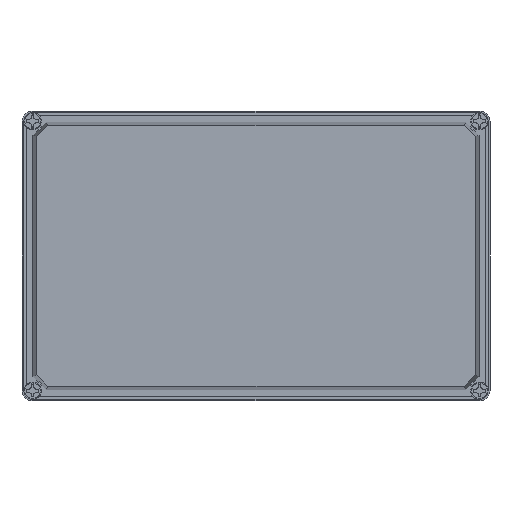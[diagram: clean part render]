
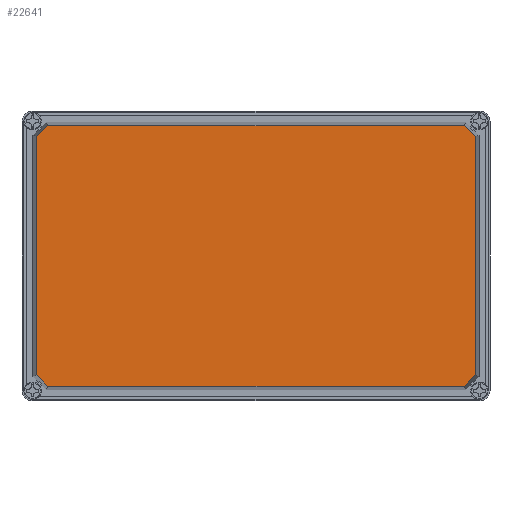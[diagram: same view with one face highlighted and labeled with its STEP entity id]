
A CAD part, top view. The second image highlights one B-rep face of the part: STEP entity #22641.
In plain terms, the highlighted planar face has unit normal (0, 0, 1).
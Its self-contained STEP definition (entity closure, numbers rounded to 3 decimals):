
#22610=AXIS2_PLACEMENT_3D('Plane Axis2P3D',#22607,#22608,#22609) ;
#21666=CARTESIAN_POINT('Vertex',(15.243,275.101,209.)) ;
#21669=CARTESIAN_POINT('Line Origine',(21.071,280.929,209.)) ;
#21673=CARTESIAN_POINT('Vertex',(26.899,286.757,209.)) ;
#22418=CARTESIAN_POINT('Line Origine',(244.,286.757,209.)) ;
#22422=CARTESIAN_POINT('Vertex',(461.101,286.757,209.)) ;
#22449=CARTESIAN_POINT('Line Origine',(466.929,280.929,209.)) ;
#22453=CARTESIAN_POINT('Vertex',(472.757,275.101,209.)) ;
#22559=CARTESIAN_POINT('Vertex',(26.899,15.243,209.)) ;
#22562=CARTESIAN_POINT('Line Origine',(21.071,21.071,209.)) ;
#22566=CARTESIAN_POINT('Vertex',(15.243,26.899,209.)) ;
#22595=CARTESIAN_POINT('Line Origine',(15.243,151.,209.)) ;
#22607=CARTESIAN_POINT('Axis2P3D Location',(244.,151.,209.)) ;
#22612=CARTESIAN_POINT('Line Origine',(244.,15.243,209.)) ;
#22616=CARTESIAN_POINT('Vertex',(461.101,15.243,209.)) ;
#22619=CARTESIAN_POINT('Line Origine',(466.929,21.071,209.)) ;
#22623=CARTESIAN_POINT('Vertex',(472.757,26.899,209.)) ;
#22626=CARTESIAN_POINT('Line Origine',(472.757,151.,209.)) ;
#21670=DIRECTION('Vector Direction',(-0.707,-0.707,0.)) ;
#22419=DIRECTION('Vector Direction',(-1.,0.,0.)) ;
#22450=DIRECTION('Vector Direction',(-0.707,0.707,0.)) ;
#22563=DIRECTION('Vector Direction',(0.707,-0.707,0.)) ;
#22596=DIRECTION('Vector Direction',(0.,-1.,0.)) ;
#22608=DIRECTION('Axis2P3D Direction',(0.,0.,1.)) ;
#22609=DIRECTION('Axis2P3D XDirection',(1.,0.,0.)) ;
#22613=DIRECTION('Vector Direction',(1.,0.,0.)) ;
#22620=DIRECTION('Vector Direction',(0.707,0.707,0.)) ;
#22627=DIRECTION('Vector Direction',(0.,1.,0.)) ;
#21671=VECTOR('Line Direction',#21670,1.) ;
#22420=VECTOR('Line Direction',#22419,1.) ;
#22451=VECTOR('Line Direction',#22450,1.) ;
#22564=VECTOR('Line Direction',#22563,1.) ;
#22597=VECTOR('Line Direction',#22596,1.) ;
#22614=VECTOR('Line Direction',#22613,1.) ;
#22621=VECTOR('Line Direction',#22620,1.) ;
#22628=VECTOR('Line Direction',#22627,1.) ;
#22632=ORIENTED_EDGE('',*,*,#22424,.T.) ;
#22633=ORIENTED_EDGE('',*,*,#21675,.T.) ;
#22634=ORIENTED_EDGE('',*,*,#22599,.T.) ;
#22635=ORIENTED_EDGE('',*,*,#22568,.T.) ;
#22636=ORIENTED_EDGE('',*,*,#22618,.T.) ;
#22637=ORIENTED_EDGE('',*,*,#22625,.T.) ;
#22638=ORIENTED_EDGE('',*,*,#22630,.T.) ;
#22639=ORIENTED_EDGE('',*,*,#22455,.T.) ;
#22641=ADVANCED_FACE('Deckel',(#22640),#22611,.T.) ;
#21675=EDGE_CURVE('',#21674,#21667,#21672,.T.) ;
#22424=EDGE_CURVE('',#22423,#21674,#22421,.T.) ;
#22455=EDGE_CURVE('',#22454,#22423,#22452,.T.) ;
#22568=EDGE_CURVE('',#22567,#22560,#22565,.T.) ;
#22599=EDGE_CURVE('',#21667,#22567,#22598,.T.) ;
#22618=EDGE_CURVE('',#22560,#22617,#22615,.T.) ;
#22625=EDGE_CURVE('',#22617,#22624,#22622,.T.) ;
#22630=EDGE_CURVE('',#22624,#22454,#22629,.T.) ;
#22631=EDGE_LOOP('',(#22632,#22633,#22634,#22635,#22636,#22637,#22638,#22639)) ;
#22640=FACE_OUTER_BOUND('',#22631,.T.) ;
#21672=LINE('Line',#21669,#21671) ;
#22421=LINE('Line',#22418,#22420) ;
#22452=LINE('Line',#22449,#22451) ;
#22565=LINE('Line',#22562,#22564) ;
#22598=LINE('Line',#22595,#22597) ;
#22615=LINE('Line',#22612,#22614) ;
#22622=LINE('Line',#22619,#22621) ;
#22629=LINE('Line',#22626,#22628) ;
#22611=PLANE('',#22610) ;
#21667=VERTEX_POINT('',#21666) ;
#21674=VERTEX_POINT('',#21673) ;
#22423=VERTEX_POINT('',#22422) ;
#22454=VERTEX_POINT('',#22453) ;
#22560=VERTEX_POINT('',#22559) ;
#22567=VERTEX_POINT('',#22566) ;
#22617=VERTEX_POINT('',#22616) ;
#22624=VERTEX_POINT('',#22623) ;
